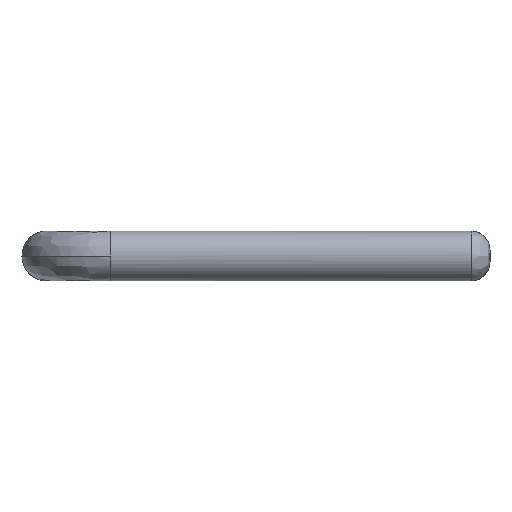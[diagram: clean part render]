
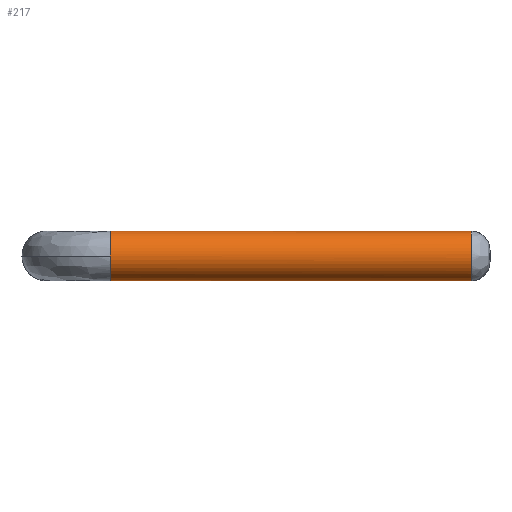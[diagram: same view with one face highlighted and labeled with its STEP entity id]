
A CAD part, left-side view. The second image highlights one B-rep face of the part: STEP entity #217.
In plain terms, the highlighted free-form (B-spline) face has degree [2, 1] with [9, 2] control points.
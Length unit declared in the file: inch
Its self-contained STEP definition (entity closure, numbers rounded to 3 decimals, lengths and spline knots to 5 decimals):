
#25=B_SPLINE_CURVE_WITH_KNOTS('',1,(#1082,#1083),.UNSPECIFIED.,.F.,.F.,
(2,2),(-0.285,0.),.UNSPECIFIED.);
#26=B_SPLINE_CURVE_WITH_KNOTS('',1,(#1090,#1091),.UNSPECIFIED.,.F.,.F.,
(2,2),(0.,0.285),.UNSPECIFIED.);
#217=ADVANCED_FACE('',(#233),#573,.T.);
#233=FACE_OUTER_BOUND('',#249,.T.);
#249=EDGE_LOOP('',(#311,#312,#313,#314,#315));
#311=ORIENTED_EDGE('',*,*,#391,.T.);
#312=ORIENTED_EDGE('',*,*,#392,.T.);
#313=ORIENTED_EDGE('',*,*,#393,.T.);
#314=ORIENTED_EDGE('',*,*,#394,.T.);
#315=ORIENTED_EDGE('',*,*,#395,.T.);
#391=EDGE_CURVE('',#539,#540,#25,.T.);
#392=EDGE_CURVE('',#540,#541,#463,.T.);
#393=EDGE_CURVE('',#541,#542,#464,.T.);
#394=EDGE_CURVE('',#542,#543,#26,.T.);
#395=EDGE_CURVE('',#543,#539,#465,.T.);
#463=(
BOUNDED_CURVE()
B_SPLINE_CURVE(2,(#1084,#1085,#1086),.UNSPECIFIED.,.F.,.F.)
B_SPLINE_CURVE_WITH_KNOTS((3,3),(-0.03092,0.),.UNSPECIFIED.)
CURVE()
GEOMETRIC_REPRESENTATION_ITEM()
RATIONAL_B_SPLINE_CURVE((1.,0.707,1.))
REPRESENTATION_ITEM('')
);
#464=(
BOUNDED_CURVE()
B_SPLINE_CURVE(2,(#1087,#1088,#1089),.UNSPECIFIED.,.F.,.F.)
B_SPLINE_CURVE_WITH_KNOTS((3,3),(-0.03092,0.),.UNSPECIFIED.)
CURVE()
GEOMETRIC_REPRESENTATION_ITEM()
RATIONAL_B_SPLINE_CURVE((1.,0.707,1.))
REPRESENTATION_ITEM('')
);
#465=(
BOUNDED_CURVE()
B_SPLINE_CURVE(2,(#1092,#1093,#1094,#1095,#1096),.UNSPECIFIED.,.F.,.F.)
B_SPLINE_CURVE_WITH_KNOTS((3,2,3),(0.,0.03092,0.06184),
 .UNSPECIFIED.)
CURVE()
GEOMETRIC_REPRESENTATION_ITEM()
RATIONAL_B_SPLINE_CURVE((1.,0.707,1.,0.707,1.))
REPRESENTATION_ITEM('')
);
#539=VERTEX_POINT('',#1077);
#540=VERTEX_POINT('',#1078);
#541=VERTEX_POINT('',#1079);
#542=VERTEX_POINT('',#1080);
#543=VERTEX_POINT('',#1081);
#573=(
BOUNDED_SURFACE()
B_SPLINE_SURFACE(2,1,((#1059,#1060),(#1061,#1062),(#1063,#1064),(#1065,
#1066),(#1067,#1068),(#1069,#1070),(#1071,#1072),(#1073,#1074),(#1075,#1076)),
 .UNSPECIFIED.,.T.,.F.,.F.)
B_SPLINE_SURFACE_WITH_KNOTS((3,2,2,2,3),(2,2),(0.,0.03092,0.06184,
0.09276,0.12368),(0.,0.34272),.UNSPECIFIED.)
GEOMETRIC_REPRESENTATION_ITEM()
RATIONAL_B_SPLINE_SURFACE(((1.,1.),(0.707,0.707),
(1.,1.),(0.707,0.707),(1.,1.),(0.707,
0.707),(1.,1.),(0.707,0.707),(1.,1.)))
REPRESENTATION_ITEM('')
SURFACE()
);
#1059=CARTESIAN_POINT('',(-0.18031,0.32886,0.));
#1060=CARTESIAN_POINT('',(-0.18031,-0.01386,0.));
#1061=CARTESIAN_POINT('',(-0.18031,0.32886,0.01969));
#1062=CARTESIAN_POINT('',(-0.18031,-0.01386,0.01969));
#1063=CARTESIAN_POINT('',(-0.2,0.32886,0.01969));
#1064=CARTESIAN_POINT('',(-0.2,-0.01386,0.01969));
#1065=CARTESIAN_POINT('',(-0.21969,0.32886,0.01969));
#1066=CARTESIAN_POINT('',(-0.21969,-0.01386,0.01969));
#1067=CARTESIAN_POINT('',(-0.21969,0.32886,0.));
#1068=CARTESIAN_POINT('',(-0.21969,-0.01386,0.));
#1069=CARTESIAN_POINT('',(-0.21969,0.32886,-0.01969));
#1070=CARTESIAN_POINT('',(-0.21969,-0.01386,-0.01969));
#1071=CARTESIAN_POINT('',(-0.2,0.32886,-0.01969));
#1072=CARTESIAN_POINT('',(-0.2,-0.01386,-0.01969));
#1073=CARTESIAN_POINT('',(-0.18031,0.32886,-0.01969));
#1074=CARTESIAN_POINT('',(-0.18031,-0.01386,-0.01969));
#1075=CARTESIAN_POINT('',(-0.18031,0.32886,0.));
#1076=CARTESIAN_POINT('',(-0.18031,-0.01386,0.));
#1077=CARTESIAN_POINT('',(-0.2,0.015,0.01969));
#1078=CARTESIAN_POINT('',(-0.2,0.3,0.01969));
#1079=CARTESIAN_POINT('',(-0.21969,0.3,0.));
#1080=CARTESIAN_POINT('',(-0.2,0.3,-0.01969));
#1081=CARTESIAN_POINT('',(-0.2,0.015,-0.01969));
#1082=CARTESIAN_POINT('',(-0.2,0.015,0.01969));
#1083=CARTESIAN_POINT('',(-0.2,0.3,0.01969));
#1084=CARTESIAN_POINT('',(-0.2,0.3,0.01969));
#1085=CARTESIAN_POINT('',(-0.21969,0.3,0.01969));
#1086=CARTESIAN_POINT('',(-0.21969,0.3,0.));
#1087=CARTESIAN_POINT('',(-0.21969,0.3,0.));
#1088=CARTESIAN_POINT('',(-0.21969,0.3,-0.01969));
#1089=CARTESIAN_POINT('',(-0.2,0.3,-0.01969));
#1090=CARTESIAN_POINT('',(-0.2,0.3,-0.01969));
#1091=CARTESIAN_POINT('',(-0.2,0.015,-0.01969));
#1092=CARTESIAN_POINT('',(-0.2,0.015,-0.01969));
#1093=CARTESIAN_POINT('',(-0.21969,0.015,-0.01969));
#1094=CARTESIAN_POINT('',(-0.21969,0.015,0.));
#1095=CARTESIAN_POINT('',(-0.21969,0.015,0.01969));
#1096=CARTESIAN_POINT('',(-0.2,0.015,0.01969));
